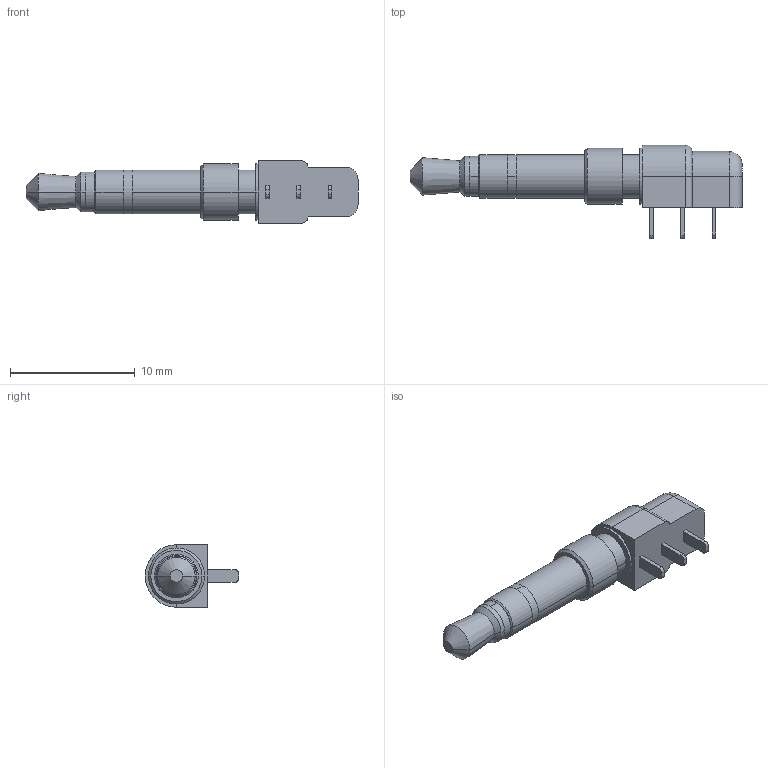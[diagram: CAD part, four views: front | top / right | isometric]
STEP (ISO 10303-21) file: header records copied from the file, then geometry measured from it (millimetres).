
FILE_DESCRIPTION (( 'STEP AP203' ), '1' );
FILE_NAME ('54-00036.step', '2016-09-15T22:54:16', ( '' ), ( '' ), 'SwSTEP 2.0', 'SolidWorks 2015', '' );
FILE_SCHEMA (( 'CONFIG_CONTROL_DESIGN' ));
Length unit declared in the file: millimetre
Products named in the file (1): 54-00036
Bounding box: 26.6 x 7.5 x 5 mm (x, y, z)
Volume: 332.2 mm3; surface area: 570.7 mm2
Topology: 10 solids, 10 shells, 82 faces, 167 edges, 108 vertices
Faces by surface type: plane 42, cylinder 28, cone 10, torus 2
Entity records: 2221 total; most frequent: DIRECTION 404, CARTESIAN_POINT 358, ORIENTED_EDGE 334, EDGE_CURVE 167, AXIS2_PLACEMENT_3D 154, VERTEX_POINT 108, LINE 96, VECTOR 96
